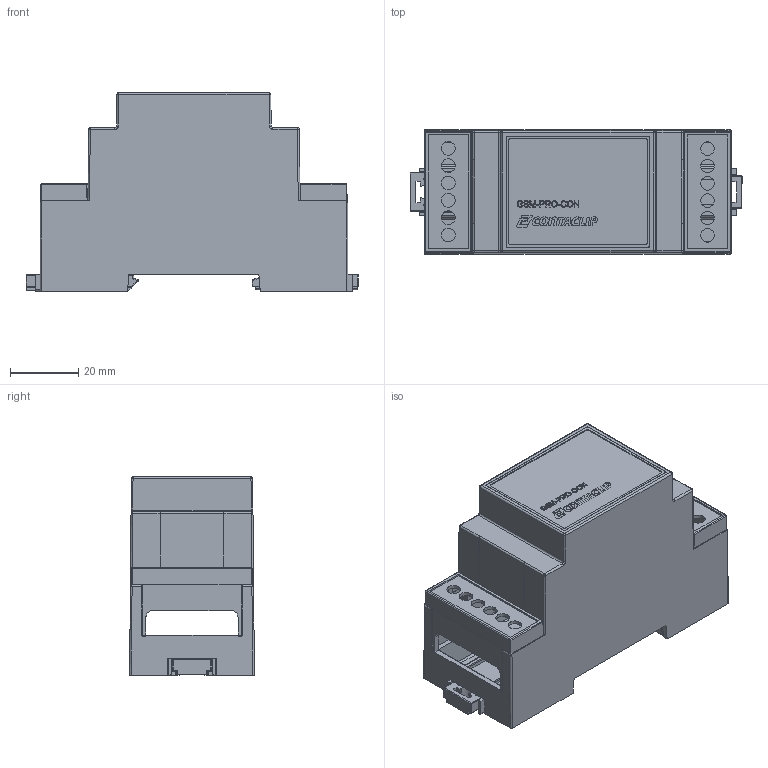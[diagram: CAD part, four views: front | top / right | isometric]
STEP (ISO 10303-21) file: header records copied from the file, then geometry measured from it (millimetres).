
FILE_DESCRIPTION(/* description */ (''),/* implementation_level */ '2;1');
FILE_NAME(/* name */ '16458.2_GSM-PRO-CON.stp',/* time_stamp */ '2020-06-23T09:12:24+02:00',/* author */ (''),/* organization */ (''),/* preprocessor_version */ 'ST-DEVELOPER v16.7',/* originating_system */ 'SIEMENS PLM Software NX 12.0',/* authorisation */ '');
FILE_SCHEMA (('AUTOMOTIVE_DESIGN { 1 0 10303 214 3 1 1 1 }'));
Length unit declared in the file: millimetre
Products named in the file (7): GSM_Gehause; Base_Bodenplatte; Verrastung_schmal; Abdeckplatte; Verrastung_Breit; Anschlüsse; 16458.2_GSM-PRO-CON
Assembly tree (7 placements, depth 2):
  16458.2_GSM-PRO-CON
    Anschlüsse  x2
    Verrastung_Breit
    Abdeckplatte
    Verrastung_schmal
    Base_Bodenplatte
    GSM_Gehause
Bounding box: 97.1 x 36.5 x 58 mm (x, y, z)
Volume: 31757 mm3; surface area: 45278 mm2
Topology: 7 solids, 7 shells, 1275 faces, 3348 edges, 2072 vertices
Faces by surface type: plane 623, cylinder 397, extrusion 94, bspline 89, sphere 72
Full cylindrical faces by diameter (mm): 4 x12
Entity records: 40466 total; most frequent: CARTESIAN_POINT 11578, ORIENTED_EDGE 6030, DIRECTION 5237, EDGE_CURVE 3015, VECTOR 2033, LINE 1939, VERTEX_POINT 1902, AXIS2_PLACEMENT_3D 1602
